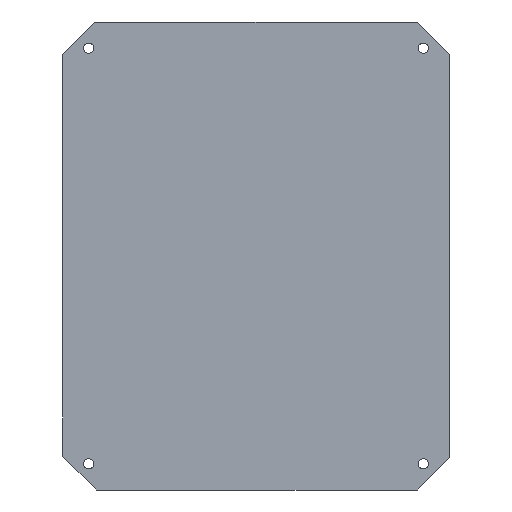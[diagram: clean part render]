
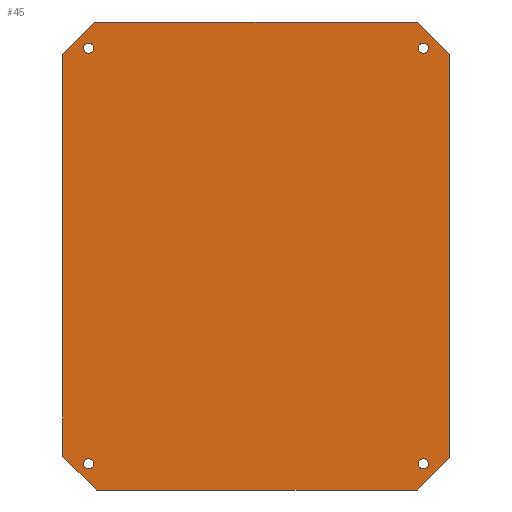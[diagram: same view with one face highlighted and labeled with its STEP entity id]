
A CAD part, front view. The second image highlights one B-rep face of the part: STEP entity #45.
In plain terms, the highlighted planar face has unit normal (0, -1, 0).
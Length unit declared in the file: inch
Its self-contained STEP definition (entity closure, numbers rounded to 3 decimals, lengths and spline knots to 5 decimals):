
#2 = DIRECTION ( 'NONE',  ( -0.707, 0., 0.707 ) ) ;
#6 = LINE ( 'NONE', #90, #127 ) ;
#8 = CARTESIAN_POINT ( 'NONE',  ( 4.125, -0.1, 5. ) ) ;
#9 = DIRECTION ( 'NONE',  ( 0., 0., -1. ) ) ;
#15 = CARTESIAN_POINT ( 'NONE',  ( -4.125, -0.1, -5.125 ) ) ;
#17 = EDGE_CURVE ( 'NONE', #249, #235, #309, .T. ) ;
#18 = EDGE_CURVE ( 'NONE', #364, #383, #445, .T. ) ;
#23 = VECTOR ( 'NONE', #543, 39.37008 ) ;
#25 = ORIENTED_EDGE ( 'NONE', *, *, #18, .F. ) ;
#26 = CARTESIAN_POINT ( 'NONE',  ( -4.125, -0.1, 5. ) ) ;
#28 = EDGE_CURVE ( 'NONE', #217, #540, #6, .T. ) ;
#32 = VECTOR ( 'NONE', #487, 39.37008 ) ;
#37 = ORIENTED_EDGE ( 'NONE', *, *, #173, .T. ) ;
#45 = ADVANCED_FACE ( 'NONE', ( #298, #197, #451, #405, #312 ), #361, .F. ) ;
#47 = CARTESIAN_POINT ( 'NONE',  ( 3.97749, -0.1, 5.76925 ) ) ;
#49 = CARTESIAN_POINT ( 'NONE',  ( -3.9333, -0.1, -5.76925 ) ) ;
#50 = CIRCLE ( 'NONE', #190, 0.125 ) ;
#51 = EDGE_CURVE ( 'NONE', #336, #537, #50, .T. ) ;
#53 = DIRECTION ( 'NONE',  ( 0., 0., 1. ) ) ;
#54 = LINE ( 'NONE', #446, #256 ) ;
#59 = LINE ( 'NONE', #171, #23 ) ;
#61 = DIRECTION ( 'NONE',  ( 0., 1., 0. ) ) ;
#64 = DIRECTION ( 'NONE',  ( 0., 0., 1. ) ) ;
#67 = ORIENTED_EDGE ( 'NONE', *, *, #580, .T. ) ;
#72 = EDGE_LOOP ( 'NONE', ( #184, #25, #557, #618, #201, #638, #532, #635 ) ) ;
#73 = CARTESIAN_POINT ( 'NONE',  ( 3.97749, -0.1, -5.76925 ) ) ;
#75 = CARTESIAN_POINT ( 'NONE',  ( -4.125, -0.1, -5. ) ) ;
#78 = VERTEX_POINT ( 'NONE', #270 ) ;
#81 = EDGE_CURVE ( 'NONE', #243, #210, #393, .T. ) ;
#85 = CARTESIAN_POINT ( 'NONE',  ( -4.125, -0.1, 5.125 ) ) ;
#90 = CARTESIAN_POINT ( 'NONE',  ( -4.76925, -0.1, -4.9333 ) ) ;
#93 = CARTESIAN_POINT ( 'NONE',  ( -4.76925, -0.1, 4.97749 ) ) ;
#95 = ORIENTED_EDGE ( 'NONE', *, *, #459, .T. ) ;
#100 = EDGE_CURVE ( 'NONE', #540, #78, #59, .T. ) ;
#108 = VERTEX_POINT ( 'NONE', #163 ) ;
#111 = CARTESIAN_POINT ( 'NONE',  ( 4.125, -0.1, 5.125 ) ) ;
#117 = DIRECTION ( 'NONE',  ( 0., 0., 1. ) ) ;
#119 = CARTESIAN_POINT ( 'NONE',  ( -4.125, -0.1, 5.25 ) ) ;
#122 = EDGE_LOOP ( 'NONE', ( #612, #282 ) ) ;
#127 = VECTOR ( 'NONE', #389, 39.37008 ) ;
#132 = EDGE_CURVE ( 'NONE', #383, #480, #208, .T. ) ;
#138 = CARTESIAN_POINT ( 'NONE',  ( 4.125, -0.1, -5.125 ) ) ;
#140 = VERTEX_POINT ( 'NONE', #8 ) ;
#143 = VERTEX_POINT ( 'NONE', #546 ) ;
#149 = AXIS2_PLACEMENT_3D ( 'NONE', #604, #598, #53 ) ;
#152 = CARTESIAN_POINT ( 'NONE',  ( -4.125, -0.1, -5.125 ) ) ;
#162 = AXIS2_PLACEMENT_3D ( 'NONE', #15, #410, #547 ) ;
#163 = CARTESIAN_POINT ( 'NONE',  ( 4.125, -0.1, 5.25 ) ) ;
#164 = CARTESIAN_POINT ( 'NONE',  ( 4.76925, -0.1, 4.97749 ) ) ;
#167 = CARTESIAN_POINT ( 'NONE',  ( 3.97749, -0.1, -5.76925 ) ) ;
#169 = DIRECTION ( 'NONE',  ( 0., 1., 0. ) ) ;
#171 = CARTESIAN_POINT ( 'NONE',  ( -4.76925, -0.1, 4.97749 ) ) ;
#173 = EDGE_CURVE ( 'NONE', #235, #249, #477, .T. ) ;
#184 = ORIENTED_EDGE ( 'NONE', *, *, #132, .F. ) ;
#189 = CIRCLE ( 'NONE', #200, 0.125 ) ;
#190 = AXIS2_PLACEMENT_3D ( 'NONE', #406, #169, #64 ) ;
#197 = FACE_BOUND ( 'NONE', #247, .T. ) ;
#200 = AXIS2_PLACEMENT_3D ( 'NONE', #254, #261, #353 ) ;
#201 = ORIENTED_EDGE ( 'NONE', *, *, #570, .F. ) ;
#202 = DIRECTION ( 'NONE',  ( 0., 0., 1. ) ) ;
#203 = AXIS2_PLACEMENT_3D ( 'NONE', #262, #211, #617 ) ;
#204 = CARTESIAN_POINT ( 'NONE',  ( -4.125, -0.1, -5.25 ) ) ;
#205 = CARTESIAN_POINT ( 'NONE',  ( 4.76925, -0.1, -4.97749 ) ) ;
#206 = CARTESIAN_POINT ( 'NONE',  ( 4.76925, -0.1, 4.97749 ) ) ;
#208 = LINE ( 'NONE', #167, #214 ) ;
#209 = CARTESIAN_POINT ( 'NONE',  ( -4.76925, -0.1, -4.9333 ) ) ;
#210 = VERTEX_POINT ( 'NONE', #204 ) ;
#211 = DIRECTION ( 'NONE',  ( 0., 1., 0. ) ) ;
#213 = VECTOR ( 'NONE', #2, 39.37008 ) ;
#214 = VECTOR ( 'NONE', #448, 39.37008 ) ;
#217 = VERTEX_POINT ( 'NONE', #295 ) ;
#235 = VERTEX_POINT ( 'NONE', #26 ) ;
#240 = CARTESIAN_POINT ( 'NONE',  ( 4.125, -0.1, -5. ) ) ;
#241 = EDGE_LOOP ( 'NONE', ( #67, #95 ) ) ;
#243 = VERTEX_POINT ( 'NONE', #75 ) ;
#247 = EDGE_LOOP ( 'NONE', ( #458, #37 ) ) ;
#249 = VERTEX_POINT ( 'NONE', #119 ) ;
#254 = CARTESIAN_POINT ( 'NONE',  ( 4.125, -0.1, 5.125 ) ) ;
#256 = VECTOR ( 'NONE', #9, 39.37008 ) ;
#257 = DIRECTION ( 'NONE',  ( 0., 1., 0. ) ) ;
#261 = DIRECTION ( 'NONE',  ( 0., 1., 0. ) ) ;
#262 = CARTESIAN_POINT ( 'NONE',  ( -4.125, -0.1, 5.125 ) ) ;
#264 = EDGE_CURVE ( 'NONE', #537, #336, #316, .T. ) ;
#270 = CARTESIAN_POINT ( 'NONE',  ( -3.97749, -0.1, 5.76925 ) ) ;
#282 = ORIENTED_EDGE ( 'NONE', *, *, #264, .T. ) ;
#287 = AXIS2_PLACEMENT_3D ( 'NONE', #138, #337, #582 ) ;
#295 = CARTESIAN_POINT ( 'NONE',  ( -4.76925, -0.1, -4.9333 ) ) ;
#298 = FACE_BOUND ( 'NONE', #241, .T. ) ;
#306 = AXIS2_PLACEMENT_3D ( 'NONE', #152, #392, #202 ) ;
#308 = LINE ( 'NONE', #209, #213 ) ;
#309 = CIRCLE ( 'NONE', #425, 0.125 ) ;
#312 = FACE_OUTER_BOUND ( 'NONE', #72, .T. ) ;
#316 = CIRCLE ( 'NONE', #287, 0.125 ) ;
#317 = LINE ( 'NONE', #164, #566 ) ;
#329 = VECTOR ( 'NONE', #435, 39.37008 ) ;
#336 = VERTEX_POINT ( 'NONE', #240 ) ;
#337 = DIRECTION ( 'NONE',  ( 0., 1., 0. ) ) ;
#353 = DIRECTION ( 'NONE',  ( 0., 0., 1. ) ) ;
#361 = PLANE ( 'NONE',  #149 ) ;
#364 = VERTEX_POINT ( 'NONE', #529 ) ;
#375 = CIRCLE ( 'NONE', #306, 0.125 ) ;
#383 = VERTEX_POINT ( 'NONE', #73 ) ;
#389 = DIRECTION ( 'NONE',  ( 0., 0., 1. ) ) ;
#392 = DIRECTION ( 'NONE',  ( 0., 1., 0. ) ) ;
#393 = CIRCLE ( 'NONE', #162, 0.125 ) ;
#405 = FACE_BOUND ( 'NONE', #596, .T. ) ;
#406 = CARTESIAN_POINT ( 'NONE',  ( 4.125, -0.1, -5.125 ) ) ;
#410 = DIRECTION ( 'NONE',  ( 0., 1., 0. ) ) ;
#425 = AXIS2_PLACEMENT_3D ( 'NONE', #85, #257, #530 ) ;
#429 = VERTEX_POINT ( 'NONE', #206 ) ;
#435 = DIRECTION ( 'NONE',  ( -0.707, 0., -0.707 ) ) ;
#443 = AXIS2_PLACEMENT_3D ( 'NONE', #111, #61, #117 ) ;
#444 = EDGE_CURVE ( 'NONE', #210, #243, #375, .T. ) ;
#445 = LINE ( 'NONE', #205, #329 ) ;
#446 = CARTESIAN_POINT ( 'NONE',  ( 4.76925, -0.1, -4.97749 ) ) ;
#448 = DIRECTION ( 'NONE',  ( -1., 0., 0. ) ) ;
#451 = FACE_BOUND ( 'NONE', #122, .T. ) ;
#458 = ORIENTED_EDGE ( 'NONE', *, *, #17, .T. ) ;
#459 = EDGE_CURVE ( 'NONE', #140, #108, #189, .T. ) ;
#477 = CIRCLE ( 'NONE', #203, 0.125 ) ;
#480 = VERTEX_POINT ( 'NONE', #49 ) ;
#487 = DIRECTION ( 'NONE',  ( 1., 0., 0. ) ) ;
#494 = EDGE_CURVE ( 'NONE', #429, #364, #54, .T. ) ;
#497 = CIRCLE ( 'NONE', #443, 0.125 ) ;
#513 = EDGE_CURVE ( 'NONE', #480, #217, #308, .T. ) ;
#529 = CARTESIAN_POINT ( 'NONE',  ( 4.76925, -0.1, -4.97749 ) ) ;
#530 = DIRECTION ( 'NONE',  ( 0., 0., 1. ) ) ;
#531 = CARTESIAN_POINT ( 'NONE',  ( 4.125, -0.1, -5.25 ) ) ;
#532 = ORIENTED_EDGE ( 'NONE', *, *, #28, .F. ) ;
#537 = VERTEX_POINT ( 'NONE', #531 ) ;
#540 = VERTEX_POINT ( 'NONE', #93 ) ;
#543 = DIRECTION ( 'NONE',  ( 0.707, 0., 0.707 ) ) ;
#546 = CARTESIAN_POINT ( 'NONE',  ( 3.97749, -0.1, 5.76925 ) ) ;
#547 = DIRECTION ( 'NONE',  ( 0., 0., 1. ) ) ;
#557 = ORIENTED_EDGE ( 'NONE', *, *, #494, .F. ) ;
#566 = VECTOR ( 'NONE', #599, 39.37008 ) ;
#570 = EDGE_CURVE ( 'NONE', #78, #143, #589, .T. ) ;
#580 = EDGE_CURVE ( 'NONE', #108, #140, #497, .T. ) ;
#582 = DIRECTION ( 'NONE',  ( 0., 0., 1. ) ) ;
#583 = ORIENTED_EDGE ( 'NONE', *, *, #444, .T. ) ;
#589 = LINE ( 'NONE', #47, #32 ) ;
#596 = EDGE_LOOP ( 'NONE', ( #624, #583 ) ) ;
#598 = DIRECTION ( 'NONE',  ( 0., 1., 0. ) ) ;
#599 = DIRECTION ( 'NONE',  ( 0.707, 0., -0.707 ) ) ;
#604 = CARTESIAN_POINT ( 'NONE',  ( -4.76925, -0.1, -5.76925 ) ) ;
#612 = ORIENTED_EDGE ( 'NONE', *, *, #51, .T. ) ;
#617 = DIRECTION ( 'NONE',  ( 0., 0., 1. ) ) ;
#618 = ORIENTED_EDGE ( 'NONE', *, *, #629, .F. ) ;
#624 = ORIENTED_EDGE ( 'NONE', *, *, #81, .T. ) ;
#629 = EDGE_CURVE ( 'NONE', #143, #429, #317, .T. ) ;
#635 = ORIENTED_EDGE ( 'NONE', *, *, #513, .F. ) ;
#638 = ORIENTED_EDGE ( 'NONE', *, *, #100, .F. ) ;
